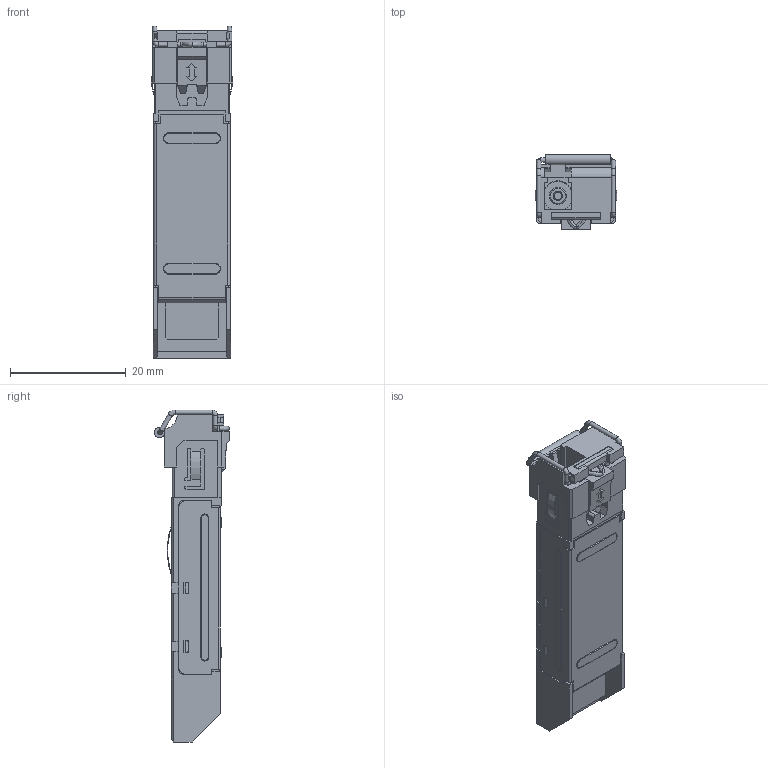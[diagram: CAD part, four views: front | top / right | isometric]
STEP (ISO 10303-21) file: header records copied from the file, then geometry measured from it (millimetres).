
FILE_DESCRIPTION (( 'STEP AP214' ), '1' );
FILE_NAME ('6GK59921AL008RA0_001_STEP.STEP', '2018-04-16T09:03:12', ( '' ), ( '' ), 'SwSTEP 2.0', 'SolidWorks 2017', '' );
FILE_SCHEMA (( 'AUTOMOTIVE_DESIGN' ));
Length unit declared in the file: millimetre
Products named in the file (3): 6GK59921AL008RA0_001_STEP; Body; Beschriftung
Assembly tree (2 placements, depth 2):
  6GK59921AL008RA0_001_STEP
    Body
    Beschriftung
Bounding box: 14 x 13 x 57.35 mm (x, y, z)
Volume: 5167.6 mm3; surface area: 4233.8 mm2
Topology: 1 solids, 27 shells, 459 faces, 1523 edges, 1090 vertices
Faces by surface type: plane 361, cylinder 74, torus 18, bspline 4, cone 2
Full cylindrical faces by diameter (mm): 0.8 x10, 1.25 x1, 1.8 x1, 2.92 x1
Entity records: 22508 total; most frequent: CARTESIAN_POINT 4478, ORIENTED_EDGE 2676, DIRECTION 2419, EDGE_CURVE 1476, LINE 1157, VECTOR 1157, VERTEX_POINT 1074, AXIS2_PLACEMENT_3D 631
